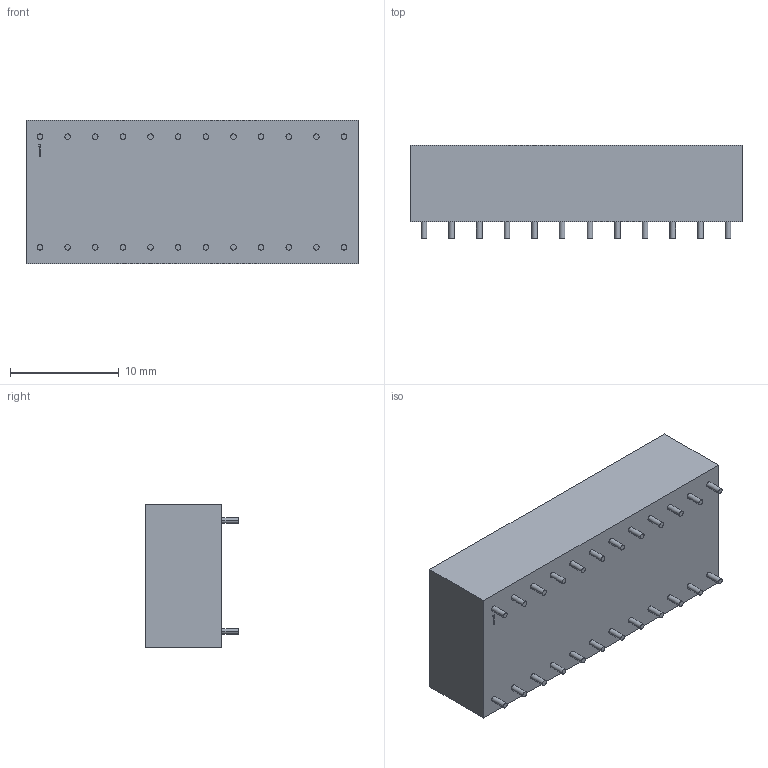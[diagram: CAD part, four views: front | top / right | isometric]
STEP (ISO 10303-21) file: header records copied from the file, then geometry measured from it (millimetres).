
FILE_DESCRIPTION (( 'STEP AP214' ), '1' );
FILE_NAME ('SW3dPS-LTC-3710HR DISPLAY, 4-LED.STEP', '2009-06-27T16:03:33', ( 'SysAdmin' ), ( 'SolidWorks' ), 'SwSTEP 2.0', 'SolidWorks 2009', '' );
FILE_SCHEMA (( 'AUTOMOTIVE_DESIGN' ));
Length unit declared in the file: inch
Products named in the file (1): SW3dPS-LTC-3710HR DISPLAY, 4-LED
Bounding box: 30.51 x 8.53 x 13.21 mm (x, y, z)
Volume: 2828.7 mm3; surface area: 1488.3 mm2
Topology: 1 solids, 1 shells, 305 faces, 726 edges, 484 vertices
Faces by surface type: plane 241, cylinder 64
Entity records: 8801 total; most frequent: CARTESIAN_POINT 1516, DIRECTION 1466, ORIENTED_EDGE 1452, EDGE_CURVE 726, VECTOR 598, LINE 598, VERTEX_POINT 484, AXIS2_PLACEMENT_3D 434
